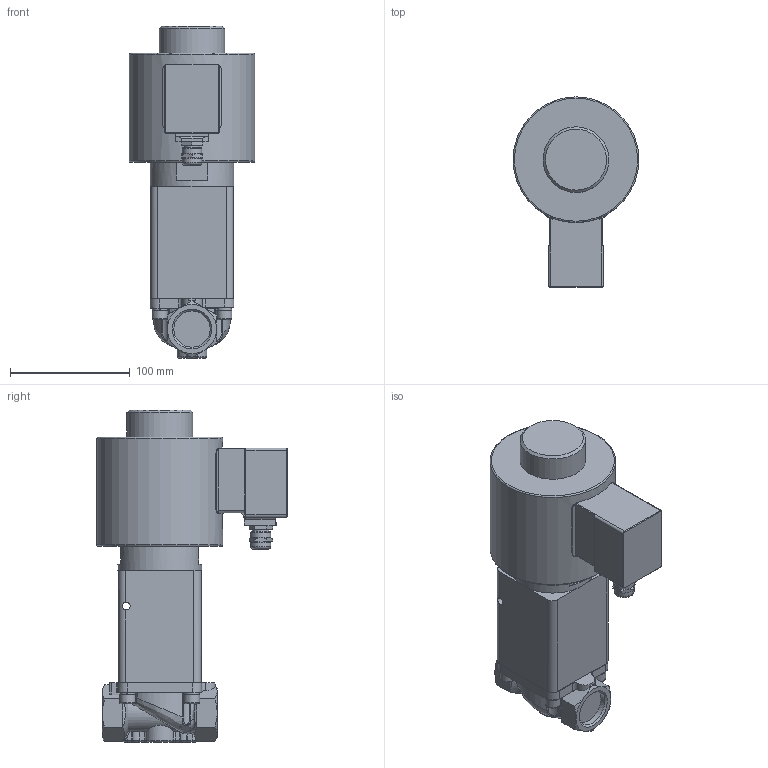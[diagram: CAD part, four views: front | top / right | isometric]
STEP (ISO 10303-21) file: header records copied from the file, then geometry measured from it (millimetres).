
FILE_DESCRIPTION(/* description */ ('3D-Modell'),/* implementation_level */ '2;1');
FILE_NAME(/* name */ '073.00100_B7325-1004-T242-TH.stp',/* time_stamp */ '2021-07-05T11:43:58+02:00',/* author */ ('LBirkmann'),/* organization */ (''),/* preprocessor_version */ 'ST-DEVELOPER v16.1',/* originating_system */ 'Autodesk Inventor 2016',/* authorisation */ '');
FILE_SCHEMA (('AUTOMOTIVE_DESIGN { 1 0 10303 214 3 1 1 }'));
Length unit declared in the file: millimetre
Products named in the file (1): 88-005189
Bounding box: 105.16 x 159.08 x 277.7 mm (x, y, z)
Volume: 1693436.4 mm3; surface area: 116169.6 mm2
Topology: 1 solids, 1 shells, 393 faces, 993 edges, 617 vertices
Faces by surface type: plane 147, cylinder 142, cone 43, torus 39, bspline 22
Full cylindrical faces by diameter (mm): 4.917 x2, 6.5 x1, 8 x4, 13 x4, 14 x1, 15 x2, 16 x1, 16.7 x2, 30.291 x3, 55 x1, 70 x1, 105.16 x1
Entity records: 12685 total; most frequent: CARTESIAN_POINT 3657, DIRECTION 1891, ORIENTED_EDGE 1878, EDGE_CURVE 939, AXIS2_PLACEMENT_3D 773, VERTEX_POINT 607, EDGE_LOOP 460, FACE_OUTER_BOUND 392
